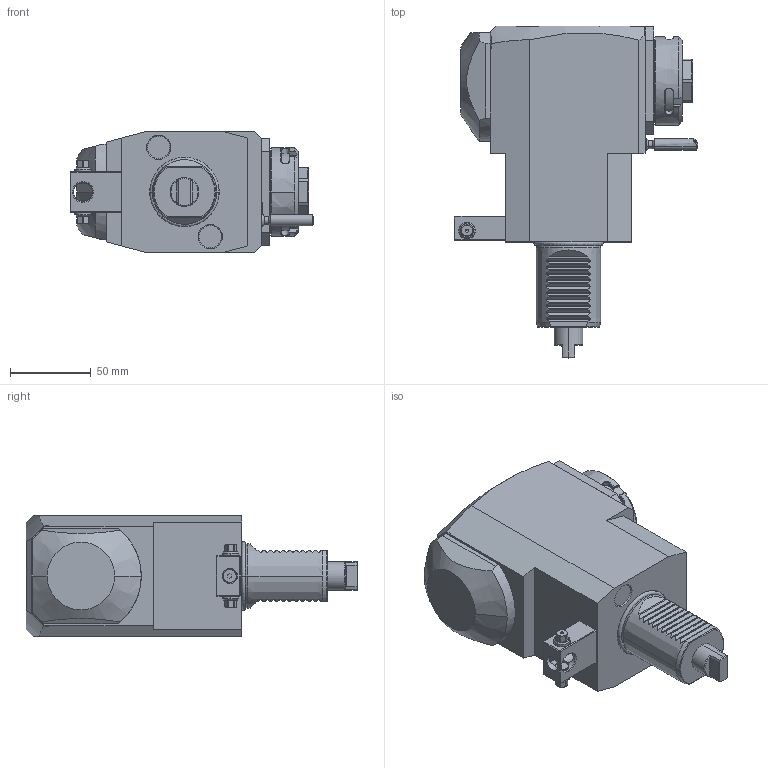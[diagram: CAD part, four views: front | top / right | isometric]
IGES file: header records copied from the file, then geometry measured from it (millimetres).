
Start section:  PTC IGES file: ngt1_40_225_25_1_3_100t.igs
Global section: file name: ngt1_40_225_25_1_3_100t.igs; native system: Pro/ENGINEER by Parametric Technology Corporation; preprocessor: 2010280; author: vali; organization: Unknown; date: 20241024.133459; units: millimetre
Bounding box: 151.33 x 206 x 75 mm (x, y, z)
Volume: 1059915.5 mm3; surface area: 76587.6 mm2
Topology: 1 solids, 1 shells, 388 faces, 1050 edges, 679 vertices
Faces by surface type: bspline 223, revolution 165
